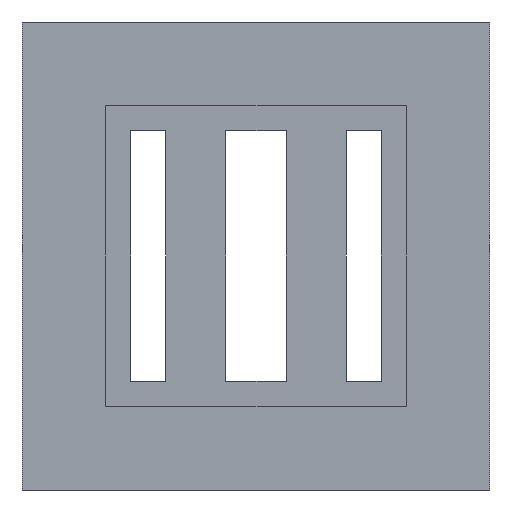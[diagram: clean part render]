
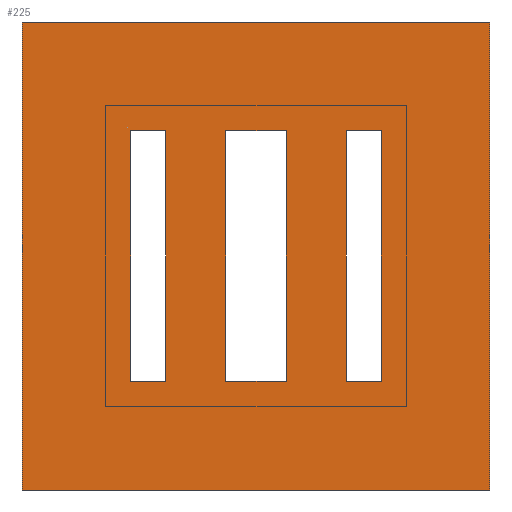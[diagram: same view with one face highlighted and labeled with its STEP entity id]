
A CAD part, front view. The second image highlights one B-rep face of the part: STEP entity #225.
In plain terms, the highlighted planar face has unit normal (0, -1, 0).
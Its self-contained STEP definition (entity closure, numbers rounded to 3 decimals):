
#97 = VERTEX_POINT ( 'NONE', #616 ) ;
#99 = EDGE_CURVE ( 'NONE', #100, #101, #615, .T. ) ;
#100 = VERTEX_POINT ( 'NONE', #611 ) ;
#101 = VERTEX_POINT ( 'NONE', #610 ) ;
#135 = VERTEX_POINT ( 'NONE', #676 ) ;
#137 = EDGE_CURVE ( 'NONE', #138, #135, #675, .T. ) ;
#138 = VERTEX_POINT ( 'NONE', #671 ) ;
#150 = VERTEX_POINT ( 'NONE', #714 ) ;
#152 = EDGE_CURVE ( 'NONE', #153, #150, #713, .T. ) ;
#153 = VERTEX_POINT ( 'NONE', #709 ) ;
#154 = EDGE_CURVE ( 'NONE', #155, #97, #708, .T. ) ;
#155 = VERTEX_POINT ( 'NONE', #704 ) ;
#161 = EDGE_CURVE ( 'NONE', #162, #163, #696, .T. ) ;
#162 = VERTEX_POINT ( 'NONE', #689 ) ;
#163 = VERTEX_POINT ( 'NONE', #688 ) ;
#194 = EDGE_CURVE ( 'NONE', #195, #196, #762, .T. ) ;
#195 = VERTEX_POINT ( 'NONE', #755 ) ;
#196 = VERTEX_POINT ( 'NONE', #754 ) ;
#210 = ORIENTED_EDGE ( 'NONE', *, *, #211, .F. ) ;
#211 = EDGE_CURVE ( 'NONE', #163, #97, #790, .T. ) ;
#212 = ORIENTED_EDGE ( 'NONE', *, *, #161, .F. ) ;
#213 = ORIENTED_EDGE ( 'NONE', *, *, #214, .T. ) ;
#214 = EDGE_CURVE ( 'NONE', #162, #155, #781, .T. ) ;
#215 = ORIENTED_EDGE ( 'NONE', *, *, #154, .T. ) ;
#216 = EDGE_LOOP ( 'NONE', ( #217, #218, #276, #277 ) ) ;
#217 = ORIENTED_EDGE ( 'NONE', *, *, #152, .T. ) ;
#218 = ORIENTED_EDGE ( 'NONE', *, *, #219, .F. ) ;
#219 = EDGE_CURVE ( 'NONE', #196, #150, #846, .T. ) ;
#225 = ADVANCED_FACE ( 'NONE', ( #832, #831, #830, #829 ), #828, .F. ) ;
#226 = EDGE_LOOP ( 'NONE', ( #227, #229, #230, #292 ) ) ;
#227 = ORIENTED_EDGE ( 'NONE', *, *, #228, .F. ) ;
#228 = EDGE_CURVE ( 'NONE', #101, #135, #826, .T. ) ;
#229 = ORIENTED_EDGE ( 'NONE', *, *, #99, .F. ) ;
#230 = ORIENTED_EDGE ( 'NONE', *, *, #231, .T. ) ;
#231 = EDGE_CURVE ( 'NONE', #100, #138, #819, .T. ) ;
#263 = EDGE_CURVE ( 'NONE', #283, #289, #890, .T. ) ;
#276 = ORIENTED_EDGE ( 'NONE', *, *, #194, .F. ) ;
#277 = ORIENTED_EDGE ( 'NONE', *, *, #278, .T. ) ;
#278 = EDGE_CURVE ( 'NONE', #195, #153, #928, .T. ) ;
#279 = EDGE_LOOP ( 'NONE', ( #280, #284, #287, #290 ) ) ;
#280 = ORIENTED_EDGE ( 'NONE', *, *, #281, .F. ) ;
#281 = EDGE_CURVE ( 'NONE', #282, #283, #919, .T. ) ;
#282 = VERTEX_POINT ( 'NONE', #915 ) ;
#283 = VERTEX_POINT ( 'NONE', #914 ) ;
#284 = ORIENTED_EDGE ( 'NONE', *, *, #285, .F. ) ;
#285 = EDGE_CURVE ( 'NONE', #286, #282, #913, .T. ) ;
#286 = VERTEX_POINT ( 'NONE', #971 ) ;
#287 = ORIENTED_EDGE ( 'NONE', *, *, #288, .F. ) ;
#288 = EDGE_CURVE ( 'NONE', #289, #286, #970, .T. ) ;
#289 = VERTEX_POINT ( 'NONE', #966 ) ;
#290 = ORIENTED_EDGE ( 'NONE', *, *, #263, .F. ) ;
#292 = ORIENTED_EDGE ( 'NONE', *, *, #137, .T. ) ;
#293 = EDGE_LOOP ( 'NONE', ( #210, #212, #213, #215 ) ) ;
#610 = CARTESIAN_POINT ( 'NONE',  ( -162.9, 0., 226.5 ) ) ;
#611 = CARTESIAN_POINT ( 'NONE',  ( -162.9, 0., -226.5 ) ) ;
#612 = DIRECTION ( 'NONE',  ( 0., 0., 1. ) ) ;
#613 = VECTOR ( 'NONE', #612, 1000. ) ;
#614 = CARTESIAN_POINT ( 'NONE',  ( -162.9, 0., -1122.69 ) ) ;
#615 = LINE ( 'NONE', #614, #613 ) ;
#616 = CARTESIAN_POINT ( 'NONE',  ( -54.3, 0., 226.5 ) ) ;
#671 = CARTESIAN_POINT ( 'NONE',  ( -226.5, 0., -226.5 ) ) ;
#672 = DIRECTION ( 'NONE',  ( 0., 0., 1. ) ) ;
#673 = VECTOR ( 'NONE', #672, 1000. ) ;
#674 = CARTESIAN_POINT ( 'NONE',  ( -226.5, 0., -1122.69 ) ) ;
#675 = LINE ( 'NONE', #674, #673 ) ;
#676 = CARTESIAN_POINT ( 'NONE',  ( -226.5, 0., 226.5 ) ) ;
#688 = CARTESIAN_POINT ( 'NONE',  ( 54.3, 0., 226.5 ) ) ;
#689 = CARTESIAN_POINT ( 'NONE',  ( 54.3, 0., -226.5 ) ) ;
#690 = DIRECTION ( 'NONE',  ( 0., 0., 1. ) ) ;
#691 = VECTOR ( 'NONE', #690, 1000. ) ;
#692 = CARTESIAN_POINT ( 'NONE',  ( 54.3, 0., -1122.69 ) ) ;
#696 = LINE ( 'NONE', #692, #691 ) ;
#704 = CARTESIAN_POINT ( 'NONE',  ( -54.3, 0., -226.5 ) ) ;
#705 = DIRECTION ( 'NONE',  ( 0., 0., 1. ) ) ;
#706 = VECTOR ( 'NONE', #705, 1000. ) ;
#707 = CARTESIAN_POINT ( 'NONE',  ( -54.3, 0., -1122.69 ) ) ;
#708 = LINE ( 'NONE', #707, #706 ) ;
#709 = CARTESIAN_POINT ( 'NONE',  ( 162.9, 0., -226.5 ) ) ;
#710 = DIRECTION ( 'NONE',  ( 0., 0., 1. ) ) ;
#711 = VECTOR ( 'NONE', #710, 1000. ) ;
#712 = CARTESIAN_POINT ( 'NONE',  ( 162.9, 0., -1122.69 ) ) ;
#713 = LINE ( 'NONE', #712, #711 ) ;
#714 = CARTESIAN_POINT ( 'NONE',  ( 162.9, 0., 226.5 ) ) ;
#754 = CARTESIAN_POINT ( 'NONE',  ( 226.5, 0., 226.5 ) ) ;
#755 = CARTESIAN_POINT ( 'NONE',  ( 226.5, 0., -226.5 ) ) ;
#756 = DIRECTION ( 'NONE',  ( 0., 0., 1. ) ) ;
#757 = VECTOR ( 'NONE', #756, 1000. ) ;
#758 = CARTESIAN_POINT ( 'NONE',  ( 226.5, 0., -1122.69 ) ) ;
#762 = LINE ( 'NONE', #758, #757 ) ;
#780 = CARTESIAN_POINT ( 'NONE',  ( 1077.69, 0., -226.5 ) ) ;
#781 = LINE ( 'NONE', #780, #848 ) ;
#782 = DIRECTION ( 'NONE',  ( -1., 0., 0. ) ) ;
#783 = VECTOR ( 'NONE', #782, 1000. ) ;
#784 = CARTESIAN_POINT ( 'NONE',  ( 1077.69, 0., 226.5 ) ) ;
#790 = LINE ( 'NONE', #784, #783 ) ;
#816 = DIRECTION ( 'NONE',  ( -1., 0., 0. ) ) ;
#817 = VECTOR ( 'NONE', #816, 1000. ) ;
#818 = CARTESIAN_POINT ( 'NONE',  ( 1077.69, 0., -226.5 ) ) ;
#819 = LINE ( 'NONE', #818, #817 ) ;
#820 = DIRECTION ( 'NONE',  ( -1., 0., 0. ) ) ;
#821 = VECTOR ( 'NONE', #820, 1000. ) ;
#822 = CARTESIAN_POINT ( 'NONE',  ( 1077.69, 0., 226.5 ) ) ;
#823 = DIRECTION ( 'NONE',  ( 0., 0., 1. ) ) ;
#824 = DIRECTION ( 'NONE',  ( 0., 1., 0. ) ) ;
#825 = AXIS2_PLACEMENT_3D ( 'NONE', #827, #824, #823 ) ;
#826 = LINE ( 'NONE', #822, #821 ) ;
#827 = CARTESIAN_POINT ( 'NONE',  ( 269.5, 0., -269.5 ) ) ;
#828 = PLANE ( 'NONE',  #825 ) ;
#829 = FACE_OUTER_BOUND ( 'NONE', #279, .T. ) ;
#830 = FACE_BOUND ( 'NONE', #216, .T. ) ;
#831 = FACE_BOUND ( 'NONE', #293, .T. ) ;
#832 = FACE_BOUND ( 'NONE', #226, .T. ) ;
#843 = DIRECTION ( 'NONE',  ( -1., 0., 0. ) ) ;
#844 = VECTOR ( 'NONE', #843, 1000. ) ;
#845 = CARTESIAN_POINT ( 'NONE',  ( 1077.69, 0., 226.5 ) ) ;
#846 = LINE ( 'NONE', #845, #844 ) ;
#847 = DIRECTION ( 'NONE',  ( -1., 0., 0. ) ) ;
#848 = VECTOR ( 'NONE', #847, 1000. ) ;
#887 = DIRECTION ( 'NONE',  ( 1., 0., 0. ) ) ;
#888 = VECTOR ( 'NONE', #887, 1000. ) ;
#889 = CARTESIAN_POINT ( 'NONE',  ( -422.5, 0., 422.5 ) ) ;
#890 = LINE ( 'NONE', #889, #888 ) ;
#910 = DIRECTION ( 'NONE',  ( -1., 0., 0. ) ) ;
#911 = VECTOR ( 'NONE', #910, 1000. ) ;
#912 = CARTESIAN_POINT ( 'NONE',  ( -422.5, 0., -422.5 ) ) ;
#913 = LINE ( 'NONE', #912, #911 ) ;
#914 = CARTESIAN_POINT ( 'NONE',  ( -422.5, 0., 422.5 ) ) ;
#915 = CARTESIAN_POINT ( 'NONE',  ( -422.5, 0., -422.5 ) ) ;
#916 = DIRECTION ( 'NONE',  ( 0., 0., 1. ) ) ;
#917 = VECTOR ( 'NONE', #916, 1000. ) ;
#918 = CARTESIAN_POINT ( 'NONE',  ( -422.5, 0., -422.5 ) ) ;
#919 = LINE ( 'NONE', #918, #917 ) ;
#920 = DIRECTION ( 'NONE',  ( -1., 0., 0. ) ) ;
#921 = VECTOR ( 'NONE', #920, 1000. ) ;
#922 = CARTESIAN_POINT ( 'NONE',  ( 1077.69, 0., -226.5 ) ) ;
#928 = LINE ( 'NONE', #922, #921 ) ;
#966 = CARTESIAN_POINT ( 'NONE',  ( 422.5, 0., 422.5 ) ) ;
#967 = DIRECTION ( 'NONE',  ( 0., 0., -1. ) ) ;
#968 = VECTOR ( 'NONE', #967, 1000. ) ;
#969 = CARTESIAN_POINT ( 'NONE',  ( 422.5, 0., -422.5 ) ) ;
#970 = LINE ( 'NONE', #969, #968 ) ;
#971 = CARTESIAN_POINT ( 'NONE',  ( 422.5, 0., -422.5 ) ) ;
